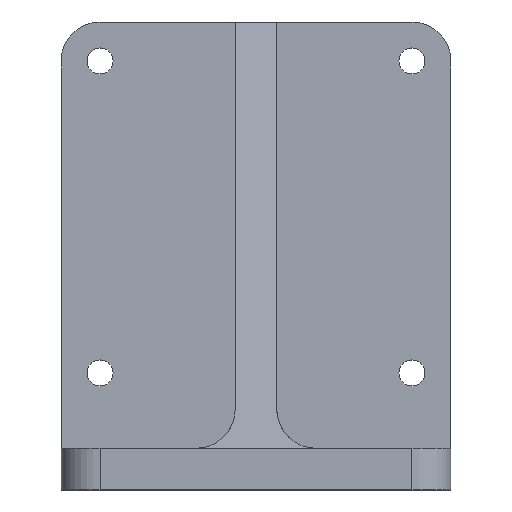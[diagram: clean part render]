
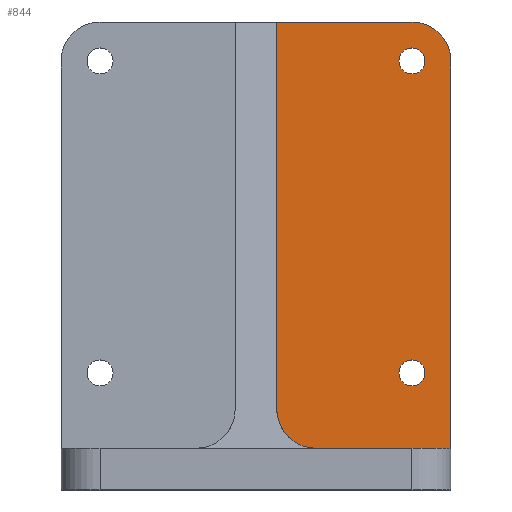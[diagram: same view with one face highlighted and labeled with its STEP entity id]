
A CAD part, top view. The second image highlights one B-rep face of the part: STEP entity #844.
In plain terms, the highlighted planar face has unit normal (0, 0, 1).
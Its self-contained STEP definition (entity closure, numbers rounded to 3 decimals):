
#1 = DIRECTION ( 'NONE',  ( 0., 0., 1. ) ) ;
#16 = CARTESIAN_POINT ( 'NONE',  ( 30., 82.5, 8. ) ) ;
#17 = EDGE_CURVE ( 'NONE', #973, #92, #1109, .T. ) ;
#18 = CARTESIAN_POINT ( 'NONE',  ( 37.5, 82.5, 8. ) ) ;
#20 = ORIENTED_EDGE ( 'NONE', *, *, #810, .T. ) ;
#24 = ORIENTED_EDGE ( 'NONE', *, *, #61, .T. ) ;
#35 = ORIENTED_EDGE ( 'NONE', *, *, #17, .T. ) ;
#40 = PLANE ( 'NONE',  #987 ) ;
#49 = AXIS2_PLACEMENT_3D ( 'NONE', #1084, #226, #691 ) ;
#61 = EDGE_CURVE ( 'NONE', #139, #1023, #570, .T. ) ;
#92 = VERTEX_POINT ( 'NONE', #136 ) ;
#105 = AXIS2_PLACEMENT_3D ( 'NONE', #618, #1006, #341 ) ;
#117 = CARTESIAN_POINT ( 'NONE',  ( 37.5, 8., 8. ) ) ;
#123 = LINE ( 'NONE', #117, #831 ) ;
#131 = CARTESIAN_POINT ( 'NONE',  ( 27.5, 82.5, 8. ) ) ;
#136 = CARTESIAN_POINT ( 'NONE',  ( 4., 90., 8. ) ) ;
#139 = VERTEX_POINT ( 'NONE', #533 ) ;
#144 = VECTOR ( 'NONE', #937, 1000. ) ;
#149 = EDGE_LOOP ( 'NONE', ( #240, #665 ) ) ;
#175 = CIRCLE ( 'NONE', #1164, 7.5 ) ;
#187 = DIRECTION ( 'NONE',  ( 0., 0., 1. ) ) ;
#189 = CARTESIAN_POINT ( 'NONE',  ( 37.5, 90., 8. ) ) ;
#207 = CARTESIAN_POINT ( 'NONE',  ( 27.5, 22.5, 8. ) ) ;
#226 = DIRECTION ( 'NONE',  ( 0., 0., 1. ) ) ;
#240 = ORIENTED_EDGE ( 'NONE', *, *, #1036, .F. ) ;
#284 = EDGE_CURVE ( 'NONE', #916, #1023, #460, .T. ) ;
#290 = CARTESIAN_POINT ( 'NONE',  ( 30., 82.5, 8. ) ) ;
#295 = ORIENTED_EDGE ( 'NONE', *, *, #704, .F. ) ;
#303 = FACE_OUTER_BOUND ( 'NONE', #712, .T. ) ;
#314 = DIRECTION ( 'NONE',  ( 0., -1., 0. ) ) ;
#341 = DIRECTION ( 'NONE',  ( 1., 0., 0. ) ) ;
#354 = DIRECTION ( 'NONE',  ( 1., 0., 0. ) ) ;
#372 = DIRECTION ( 'NONE',  ( 0., 1., 0. ) ) ;
#373 = EDGE_CURVE ( 'NONE', #872, #1152, #984, .T. ) ;
#396 = DIRECTION ( 'NONE',  ( 1., 0., 0. ) ) ;
#403 = CIRCLE ( 'NONE', #989, 2.5 ) ;
#421 = CARTESIAN_POINT ( 'NONE',  ( 37.5, 0., 8. ) ) ;
#431 = EDGE_LOOP ( 'NONE', ( #911, #472 ) ) ;
#459 = AXIS2_PLACEMENT_3D ( 'NONE', #483, #882, #396 ) ;
#460 = LINE ( 'NONE', #857, #849 ) ;
#469 = DIRECTION ( 'NONE',  ( 0., 0., 1. ) ) ;
#472 = ORIENTED_EDGE ( 'NONE', *, *, #892, .F. ) ;
#483 = CARTESIAN_POINT ( 'NONE',  ( 30., 22.5, 8. ) ) ;
#490 = DIRECTION ( 'NONE',  ( 1., 0., 0. ) ) ;
#507 = CARTESIAN_POINT ( 'NONE',  ( 37.5, 8., 8. ) ) ;
#510 = VECTOR ( 'NONE', #372, 1000. ) ;
#530 = ORIENTED_EDGE ( 'NONE', *, *, #573, .F. ) ;
#533 = CARTESIAN_POINT ( 'NONE',  ( 4., 15.5, 8. ) ) ;
#570 = CIRCLE ( 'NONE', #49, 7.5 ) ;
#573 = EDGE_CURVE ( 'NONE', #139, #92, #757, .T. ) ;
#578 = FACE_BOUND ( 'NONE', #149, .T. ) ;
#582 = VERTEX_POINT ( 'NONE', #18 ) ;
#618 = CARTESIAN_POINT ( 'NONE',  ( 30., 22.5, 8. ) ) ;
#637 = CARTESIAN_POINT ( 'NONE',  ( 30., 82.5, 8. ) ) ;
#665 = ORIENTED_EDGE ( 'NONE', *, *, #373, .F. ) ;
#686 = CARTESIAN_POINT ( 'NONE',  ( 32.5, 22.5, 8. ) ) ;
#691 = DIRECTION ( 'NONE',  ( 1., 0., 0. ) ) ;
#704 = EDGE_CURVE ( 'NONE', #582, #916, #123, .T. ) ;
#712 = EDGE_LOOP ( 'NONE', ( #295, #20, #35, #530, #24, #821 ) ) ;
#719 = AXIS2_PLACEMENT_3D ( 'NONE', #637, #187, #354 ) ;
#757 = LINE ( 'NONE', #1242, #510 ) ;
#778 = CARTESIAN_POINT ( 'NONE',  ( 32.5, 82.5, 8. ) ) ;
#810 = EDGE_CURVE ( 'NONE', #582, #973, #175, .T. ) ;
#815 = DIRECTION ( 'NONE',  ( 0., 0., 1. ) ) ;
#821 = ORIENTED_EDGE ( 'NONE', *, *, #284, .F. ) ;
#831 = VECTOR ( 'NONE', #314, 1000. ) ;
#844 = ADVANCED_FACE ( 'NONE', ( #1067, #578, #303 ), #40, .T. ) ;
#849 = VECTOR ( 'NONE', #1240, 1000. ) ;
#855 = VERTEX_POINT ( 'NONE', #686 ) ;
#857 = CARTESIAN_POINT ( 'NONE',  ( 37.5, 8., 8. ) ) ;
#867 = DIRECTION ( 'NONE',  ( 1., 0., 0. ) ) ;
#872 = VERTEX_POINT ( 'NONE', #131 ) ;
#880 = CARTESIAN_POINT ( 'NONE',  ( 11.5, 8., 8. ) ) ;
#882 = DIRECTION ( 'NONE',  ( 0., 0., 1. ) ) ;
#892 = EDGE_CURVE ( 'NONE', #1026, #855, #964, .T. ) ;
#911 = ORIENTED_EDGE ( 'NONE', *, *, #1149, .F. ) ;
#916 = VERTEX_POINT ( 'NONE', #507 ) ;
#937 = DIRECTION ( 'NONE',  ( -1., 0., 0. ) ) ;
#964 = CIRCLE ( 'NONE', #105, 2.5 ) ;
#973 = VERTEX_POINT ( 'NONE', #1128 ) ;
#984 = CIRCLE ( 'NONE', #719, 2.5 ) ;
#987 = AXIS2_PLACEMENT_3D ( 'NONE', #421, #815, #490 ) ;
#989 = AXIS2_PLACEMENT_3D ( 'NONE', #16, #469, #867 ) ;
#1006 = DIRECTION ( 'NONE',  ( 0., 0., 1. ) ) ;
#1008 = CIRCLE ( 'NONE', #459, 2.5 ) ;
#1023 = VERTEX_POINT ( 'NONE', #880 ) ;
#1026 = VERTEX_POINT ( 'NONE', #207 ) ;
#1036 = EDGE_CURVE ( 'NONE', #1152, #872, #403, .T. ) ;
#1055 = DIRECTION ( 'NONE',  ( 1., 0., 0. ) ) ;
#1067 = FACE_BOUND ( 'NONE', #431, .T. ) ;
#1084 = CARTESIAN_POINT ( 'NONE',  ( 11.5, 15.5, 8. ) ) ;
#1109 = LINE ( 'NONE', #189, #144 ) ;
#1128 = CARTESIAN_POINT ( 'NONE',  ( 30., 90., 8. ) ) ;
#1149 = EDGE_CURVE ( 'NONE', #855, #1026, #1008, .T. ) ;
#1152 = VERTEX_POINT ( 'NONE', #778 ) ;
#1164 = AXIS2_PLACEMENT_3D ( 'NONE', #290, #1, #1055 ) ;
#1240 = DIRECTION ( 'NONE',  ( -1., 0., 0. ) ) ;
#1242 = CARTESIAN_POINT ( 'NONE',  ( 4., 8., 8. ) ) ;
